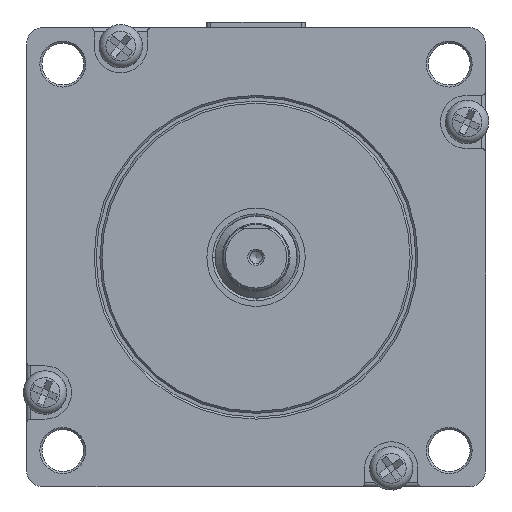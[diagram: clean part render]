
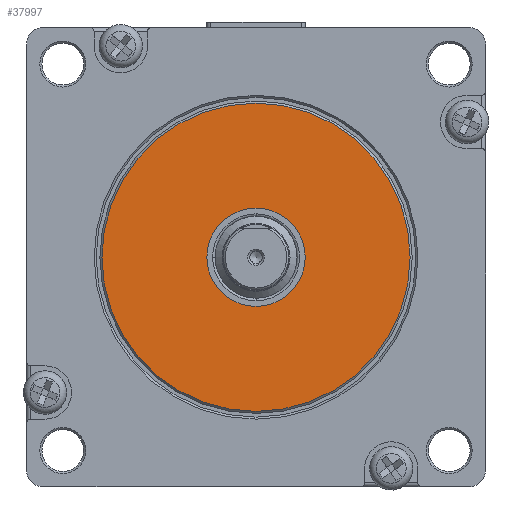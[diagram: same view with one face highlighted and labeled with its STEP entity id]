
A CAD part, front view. The second image highlights one B-rep face of the part: STEP entity #37997.
In plain terms, the highlighted face is planar.
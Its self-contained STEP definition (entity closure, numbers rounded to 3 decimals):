
#9690=PLANE('',#39906);
#13243=VERTEX_POINT('',#67029);
#13246=VERTEX_POINT('',#67037);
#14236=CIRCLE('',#39902,18.8);
#14239=CIRCLE('',#39907,6.);
#19679=EDGE_CURVE('',#13243,#13243,#14236,.T.);
#19682=EDGE_CURVE('',#13246,#13246,#14239,.T.);
#30409=ORIENTED_EDGE('',*,*,#19682,.F.);
#30410=ORIENTED_EDGE('',*,*,#19679,.F.);
#33454=EDGE_LOOP('',(#30409));
#33455=EDGE_LOOP('',(#30410));
#35792=FACE_BOUND('',#33454,.T.);
#35793=FACE_BOUND('',#33455,.T.);
#37997=ADVANCED_FACE('',(#35792,#35793),#9690,.T.);
#39902=AXIS2_PLACEMENT_3D('',#67028,#45731,#45732);
#39906=AXIS2_PLACEMENT_3D('',#67035,#45739,$);
#39907=AXIS2_PLACEMENT_3D('',#67036,#45740,#45741);
#45731=DIRECTION('',(0.,0.,1.));
#45732=DIRECTION('',(18.8,0.,0.));
#45739=DIRECTION('',(0.,0.,-1.));
#45740=DIRECTION('',(0.,0.,-1.));
#45741=DIRECTION('',(-6.,0.,0.));
#67028=CARTESIAN_POINT('',(0.,0.,-6.6));
#67029=CARTESIAN_POINT('',(-18.8,0.,-6.6));
#67035=CARTESIAN_POINT('',(0.,0.,-6.6));
#67036=CARTESIAN_POINT('',(0.,0.,-6.6));
#67037=CARTESIAN_POINT('',(-6.,0.,-6.6));
